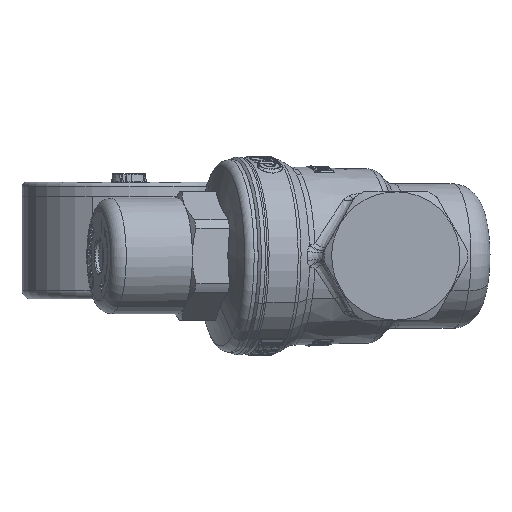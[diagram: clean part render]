
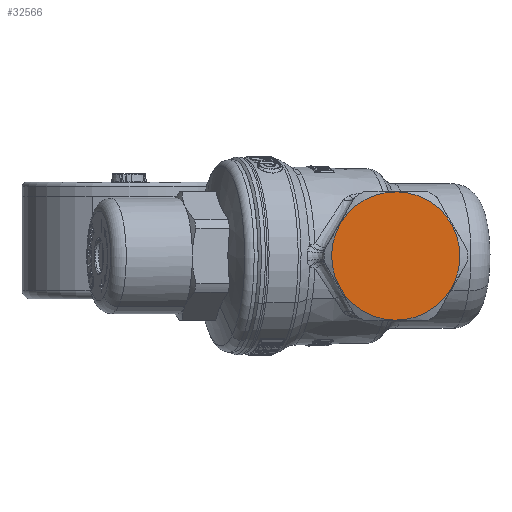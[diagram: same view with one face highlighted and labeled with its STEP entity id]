
A CAD part, left-side view. The second image highlights one B-rep face of the part: STEP entity #32566.
In plain terms, the highlighted planar face has unit normal (-1, 0, 0).
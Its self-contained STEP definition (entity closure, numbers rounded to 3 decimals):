
#32543=CARTESIAN_POINT('Axis2P3D Location',(-34.482,15.,0.)) ;
#32548=CARTESIAN_POINT('Axis2P3D Location',(-34.482,0.,0.)) ;
#32552=CARTESIAN_POINT('Vertex',(-34.482,13.164,-7.191)) ;
#32554=CARTESIAN_POINT('Vertex',(-34.482,-13.164,7.191)) ;
#32557=CARTESIAN_POINT('Axis2P3D Location',(-34.482,0.,0.)) ;
#32544=DIRECTION('Axis2P3D Direction',(-1.,0.,0.)) ;
#32545=DIRECTION('Axis2P3D XDirection',(0.,1.,0.)) ;
#32549=DIRECTION('Axis2P3D Direction',(-1.,0.,0.)) ;
#32558=DIRECTION('Axis2P3D Direction',(-1.,0.,0.)) ;
#32546=AXIS2_PLACEMENT_3D('Plane Axis2P3D',#32543,#32544,#32545) ;
#32550=AXIS2_PLACEMENT_3D('Circle Axis2P3D',#32548,#32549,$) ;
#32559=AXIS2_PLACEMENT_3D('Circle Axis2P3D',#32557,#32558,$) ;
#32551=CIRCLE('generated circle',#32550,15.) ;
#32560=CIRCLE('generated circle',#32559,15.) ;
#32547=PLANE('',#32546) ;
#32556=EDGE_CURVE('',#32553,#32555,#32551,.T.) ;
#32561=EDGE_CURVE('',#32555,#32553,#32560,.T.) ;
#32563=ORIENTED_EDGE('',*,*,#32556,.T.) ;
#32564=ORIENTED_EDGE('',*,*,#32561,.T.) ;
#32562=EDGE_LOOP('',(#32563,#32564)) ;
#32553=VERTEX_POINT('',#32552) ;
#32555=VERTEX_POINT('',#32554) ;
#32566=ADVANCED_FACE('PartBody',(#32565),#32547,.T.) ;
#32565=FACE_OUTER_BOUND('',#32562,.T.) ;
